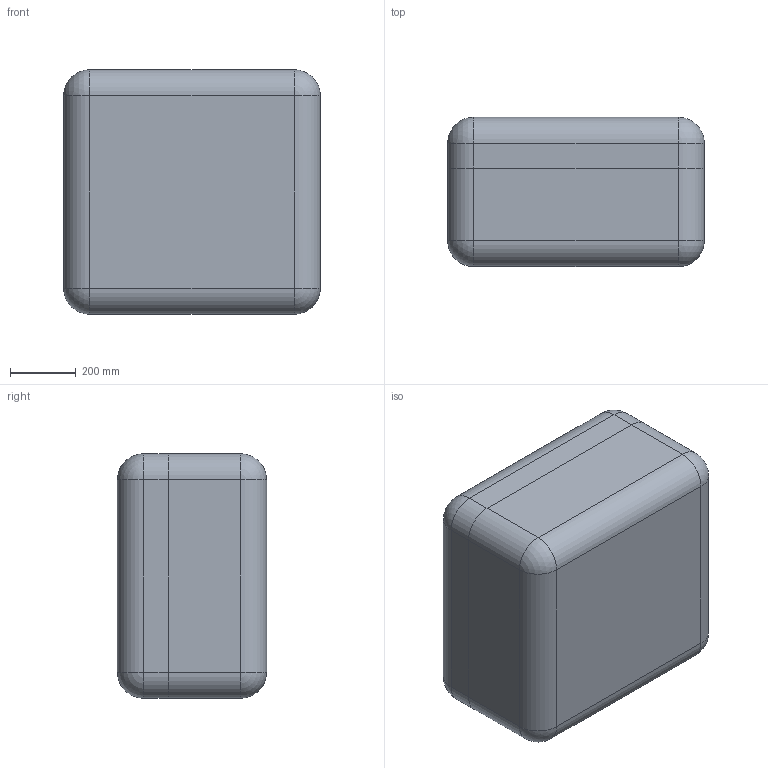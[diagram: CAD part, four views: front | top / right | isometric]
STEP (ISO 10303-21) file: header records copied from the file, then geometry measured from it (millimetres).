
FILE_DESCRIPTION (( 'STEP AP214' ), '1' );
FILE_NAME ('Êîíòåéíåð ÀÄÌÈÐÀË®ÏÐÎÔÅÑÑÈÎÍÀËÜÍÛÅ 094_óïðîùåííàÿ 3D-ìîäåëü.STEP', '2025-08-22T13:03:15', ( '' ), ( '' ), 'SwSTEP 2.0', 'SolidWorks 2021', '' );
FILE_SCHEMA (( 'AUTOMOTIVE_DESIGN' ));
Length unit declared in the file: millimetre
Products named in the file (3): Base 94; Lid 94; Êîíòåéíåð ÀÄÌÈÐÀË®ÏÐÎÔÅÑÑÈÎÍÀËÜÍÛÅ 094_óïðîùåííàÿ 3D-ìîäåëü
Assembly tree (2 placements, depth 2):
  Êîíòåéíåð ÀÄÌÈÐÀË®ÏÐÎÔÅÑÑÈÎÍÀËÜÍÛÅ 094_óïðîùåííàÿ 3D-ìîäåëü
    Base 94
    Lid 94
Bounding box: 782.58 x 454.99 x 745.44 mm (x, y, z)
Volume: 113623965.2 mm3; surface area: 5260246.3 mm2
Topology: 2 solids, 2 shells, 1560 faces, 3862 edges, 2224 vertices
Faces by surface type: cylinder 622, bspline 328, plane 310, torus 244, sphere 32, cone 24
Entity records: 61771 total; most frequent: CARTESIAN_POINT 27298, ORIENTED_EDGE 7540, DIRECTION 7024, EDGE_CURVE 3770, AXIS2_PLACEMENT_3D 2813, VERTEX_POINT 2224, CIRCLE 1576, EDGE_LOOP 1574
